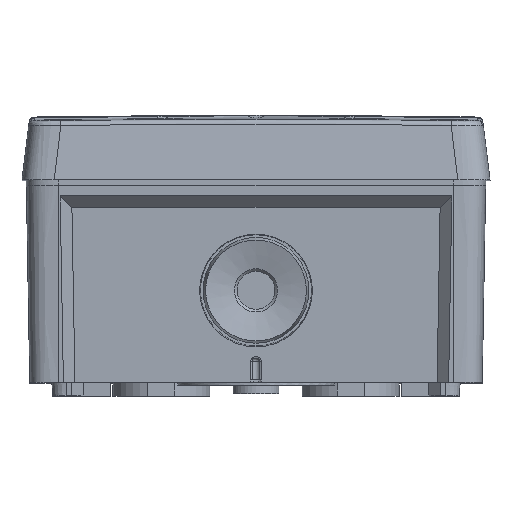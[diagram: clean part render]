
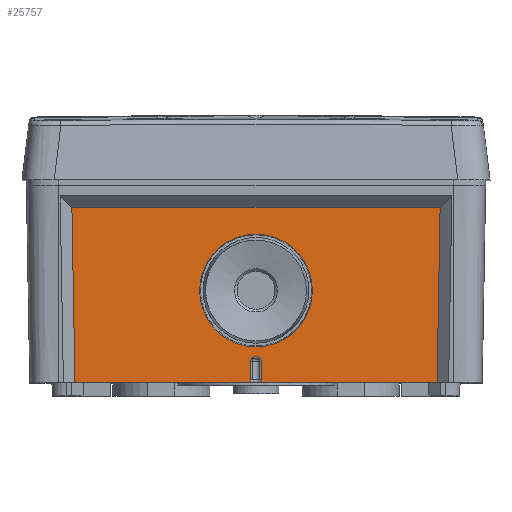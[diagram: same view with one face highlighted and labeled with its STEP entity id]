
A CAD part, top view. The second image highlights one B-rep face of the part: STEP entity #25757.
In plain terms, the highlighted planar face has unit normal (0, -0.018, 1).
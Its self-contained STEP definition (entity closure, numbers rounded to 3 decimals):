
#5421=B_SPLINE_CURVE_WITH_KNOTS('',3,(#43078,#43079,#43080,#43081,#43082,
#43083),.UNSPECIFIED.,.F.,.F.,(4,1,1,4),(0.,0.333,0.667,
1.),.UNSPECIFIED.);
#5422=B_SPLINE_CURVE_WITH_KNOTS('',3,(#43085,#43086,#43087,#43088,#43089,
#43090,#43091,#43092,#43093),.UNSPECIFIED.,.F.,.F.,(4,1,1,1,1,1,4),(0.,
0.25,0.375,0.5,0.625,0.75,1.),.UNSPECIFIED.);
#5423=B_SPLINE_CURVE_WITH_KNOTS('',3,(#43095,#43096,#43097,#43098,#43099,
#43100),.UNSPECIFIED.,.F.,.F.,(4,1,1,4),(0.,0.333,0.667,
1.),.UNSPECIFIED.);
#6602=CIRCLE('',#27501,10.433);
#10427=ORIENTED_EDGE('',*,*,#13424,.T.);
#10428=ORIENTED_EDGE('',*,*,#14992,.T.);
#10429=ORIENTED_EDGE('',*,*,#14997,.F.);
#10430=ORIENTED_EDGE('',*,*,#14998,.F.);
#10431=ORIENTED_EDGE('',*,*,#13430,.T.);
#10432=ORIENTED_EDGE('',*,*,#14999,.T.);
#10433=ORIENTED_EDGE('',*,*,#15000,.T.);
#10434=ORIENTED_EDGE('',*,*,#15001,.T.);
#10435=ORIENTED_EDGE('',*,*,#15002,.T.);
#10436=ORIENTED_EDGE('',*,*,#15003,.T.);
#10437=ORIENTED_EDGE('',*,*,#15004,.T.);
#10438=ORIENTED_EDGE('',*,*,#15005,.F.);
#10439=ORIENTED_EDGE('',*,*,#15006,.F.);
#13424=EDGE_CURVE('',#16488,#16487,#18515,.T.);
#13430=EDGE_CURVE('',#16494,#16493,#18519,.T.);
#14992=EDGE_CURVE('',#16487,#17541,#19360,.T.);
#14997=EDGE_CURVE('',#17544,#17541,#19365,.T.);
#14998=EDGE_CURVE('',#16494,#17544,#19366,.T.);
#14999=EDGE_CURVE('',#16493,#17545,#19367,.T.);
#15000=EDGE_CURVE('',#17545,#17546,#19368,.T.);
#15001=EDGE_CURVE('',#17546,#17547,#5421,.T.);
#15002=EDGE_CURVE('',#17547,#17548,#5422,.T.);
#15003=EDGE_CURVE('',#17548,#17549,#5423,.T.);
#15004=EDGE_CURVE('',#17549,#17550,#19369,.T.);
#15005=EDGE_CURVE('',#16488,#17550,#19370,.T.);
#15006=EDGE_CURVE('',#17551,#17551,#6602,.T.);
#16487=VERTEX_POINT('',#34802);
#16488=VERTEX_POINT('',#34804);
#16493=VERTEX_POINT('',#34814);
#16494=VERTEX_POINT('',#34816);
#17541=VERTEX_POINT('',#43062);
#17544=VERTEX_POINT('',#43070);
#17545=VERTEX_POINT('',#43075);
#17546=VERTEX_POINT('',#43077);
#17547=VERTEX_POINT('',#43084);
#17548=VERTEX_POINT('',#43094);
#17549=VERTEX_POINT('',#43101);
#17550=VERTEX_POINT('',#43103);
#17551=VERTEX_POINT('',#43106);
#18515=LINE('',#34803,#20142);
#18519=LINE('',#34815,#20146);
#19360=LINE('',#43061,#20987);
#19365=LINE('',#43071,#20992);
#19366=LINE('',#43073,#20993);
#19367=LINE('',#43074,#20994);
#19368=LINE('',#43076,#20995);
#19369=LINE('',#43102,#20996);
#19370=LINE('',#43104,#20997);
#20142=VECTOR('',#28744,1000.);
#20146=VECTOR('',#28752,1000.);
#20987=VECTOR('',#31665,1000.);
#20992=VECTOR('',#31672,1000.);
#20993=VECTOR('',#31675,1000.);
#20994=VECTOR('',#31676,1000.);
#20995=VECTOR('',#31677,1000.);
#20996=VECTOR('',#31678,1000.);
#20997=VECTOR('',#31679,1000.);
#22414=EDGE_LOOP('',(#10427,#10428,#10429,#10430,#10431,#10432,#10433,#10434,
#10435,#10436,#10437,#10438));
#22415=EDGE_LOOP('',(#10439));
#23845=FACE_BOUND('',#22414,.T.);
#23846=FACE_BOUND('',#22415,.T.);
#24811=PLANE('',#27500);
#25757=ADVANCED_FACE('',(#23845,#23846),#24811,.T.);
#27500=AXIS2_PLACEMENT_3D('',#43072,#31673,#31674);
#27501=AXIS2_PLACEMENT_3D('',#43105,#31680,#31681);
#28744=DIRECTION('',(1.,0.,0.));
#28752=DIRECTION('',(1.,0.,0.));
#31665=DIRECTION('',(0.017,1.,0.017));
#31672=DIRECTION('',(1.,0.,0.));
#31673=DIRECTION('',(0.,-0.017,1.));
#31674=DIRECTION('',(1.,0.,0.));
#31675=DIRECTION('',(-0.017,1.,0.017));
#31676=DIRECTION('',(-0.009,1.,0.017));
#31677=DIRECTION('',(1.,0.,0.));
#31678=DIRECTION('',(1.,0.,0.));
#31679=DIRECTION('',(0.009,1.,0.017));
#31680=DIRECTION('',(0.,-0.017,1.));
#31681=DIRECTION('',(0.,-1.,-0.017));
#34802=CARTESIAN_POINT('',(33.501,-0.5,39.723));
#34803=CARTESIAN_POINT('',(-42.7,-0.5,39.723));
#34804=CARTESIAN_POINT('',(0.946,-0.5,39.723));
#34814=CARTESIAN_POINT('',(-0.946,-0.5,39.723));
#34815=CARTESIAN_POINT('',(-42.7,-0.5,39.723));
#34816=CARTESIAN_POINT('',(-33.501,-0.5,39.723));
#43061=CARTESIAN_POINT('',(34.254,42.657,40.477));
#43062=CARTESIAN_POINT('',(34.067,31.939,40.289));
#43070=CARTESIAN_POINT('',(-34.067,31.939,40.289));
#43071=CARTESIAN_POINT('',(-34.067,31.939,40.289));
#43072=CARTESIAN_POINT('',(-42.7,44.,40.5));
#43073=CARTESIAN_POINT('',(-33.501,-0.5,39.723));
#43074=CARTESIAN_POINT('',(-1.337,44.361,40.506));
#43075=CARTESIAN_POINT('',(-0.95,0.,39.732));
#43076=CARTESIAN_POINT('',(-42.7,0.,39.732));
#43077=CARTESIAN_POINT('',(-0.924,0.,39.732));
#43078=CARTESIAN_POINT('',(-0.924,0.,39.732));
#43079=CARTESIAN_POINT('',(-0.928,0.381,39.739));
#43080=CARTESIAN_POINT('',(-0.935,1.143,39.752));
#43081=CARTESIAN_POINT('',(-0.945,2.291,39.772));
#43082=CARTESIAN_POINT('',(-0.951,3.06,39.785));
#43083=CARTESIAN_POINT('',(-0.954,3.445,39.792));
#43084=CARTESIAN_POINT('',(-0.954,3.445,39.792));
#43085=CARTESIAN_POINT('',(-0.954,3.445,39.792));
#43086=CARTESIAN_POINT('',(-0.956,3.661,39.796));
#43087=CARTESIAN_POINT('',(-0.819,3.977,39.801));
#43088=CARTESIAN_POINT('',(-0.426,4.222,39.806));
#43089=CARTESIAN_POINT('',(-0.003,4.286,39.807));
#43090=CARTESIAN_POINT('',(0.423,4.223,39.806));
#43091=CARTESIAN_POINT('',(0.816,3.979,39.801));
#43092=CARTESIAN_POINT('',(0.956,3.663,39.796));
#43093=CARTESIAN_POINT('',(0.954,3.445,39.792));
#43094=CARTESIAN_POINT('',(0.954,3.445,39.792));
#43095=CARTESIAN_POINT('',(0.954,3.445,39.792));
#43096=CARTESIAN_POINT('',(0.951,3.06,39.785));
#43097=CARTESIAN_POINT('',(0.945,2.291,39.772));
#43098=CARTESIAN_POINT('',(0.935,1.143,39.752));
#43099=CARTESIAN_POINT('',(0.928,0.381,39.739));
#43100=CARTESIAN_POINT('',(0.924,0.,39.732));
#43101=CARTESIAN_POINT('',(0.924,0.,39.732));
#43102=CARTESIAN_POINT('',(-42.7,0.,39.732));
#43103=CARTESIAN_POINT('',(0.95,0.,39.732));
#43104=CARTESIAN_POINT('',(0.938,-1.4,39.708));
#43105=CARTESIAN_POINT('',(0.,16.5,40.02));
#43106=CARTESIAN_POINT('',(0.,6.068,39.838));
